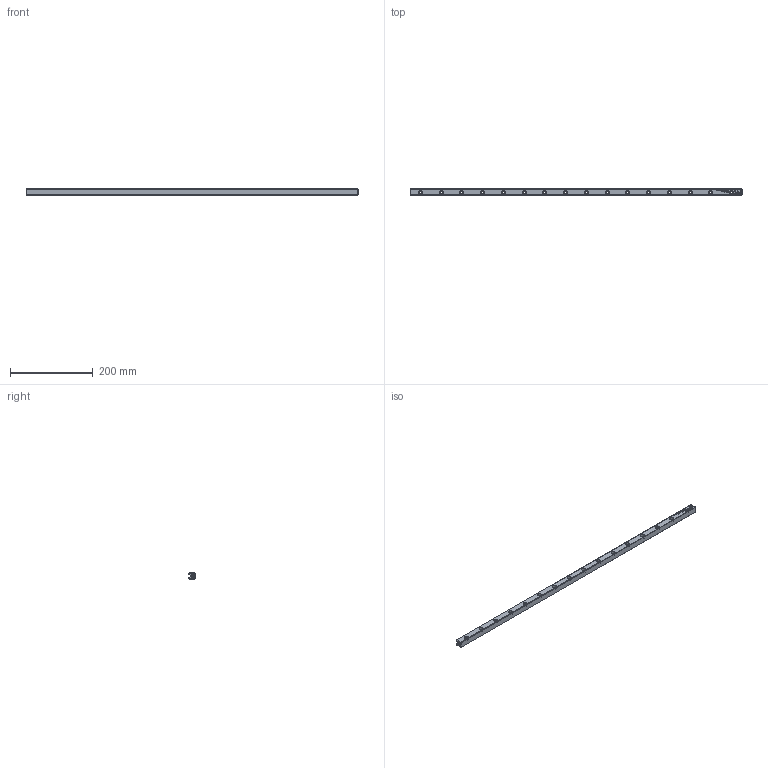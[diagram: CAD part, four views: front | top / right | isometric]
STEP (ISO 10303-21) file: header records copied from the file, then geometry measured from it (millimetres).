
FILE_DESCRIPTION(/* description */ (''),/* implementation_level */ '2;1');
FILE_NAME(/* name */ 'Rail RSDE-6800.stp',/* time_stamp */ '2024-11-14T09:30:17+01:00',/* author */ (''),/* organization */ (''),/* preprocessor_version */ 'ST-DEVELOPER v16.7',/* originating_system */ 'SIEMENS PLM Software NX 12.0',/* authorisation */ '');
FILE_SCHEMA (('AUTOMOTIVE_DESIGN { 1 0 10303 214 3 1 1 1 }'));
Length unit declared in the file: millimetre
Products named in the file (1): Rail RSDE-6800_step_stp
Bounding box: 800 x 14.9 x 15 mm (x, y, z)
Volume: 156506.6 mm3; surface area: 55194.7 mm2
Topology: 1 solids, 1 shells, 404 faces, 1053 edges, 700 vertices
Faces by surface type: plane 241, bspline 90, cone 37, cylinder 36
Full cylindrical faces by diameter (mm): 4.3 x2, 5.2 x18, 9.5 x16
Entity records: 14218 total; most frequent: CARTESIAN_POINT 3259, ORIENTED_EDGE 1890, DIRECTION 1500, EDGE_CURVE 945, VERTEX_POINT 667, LINE 660, VECTOR 660, EDGE_LOOP 558
